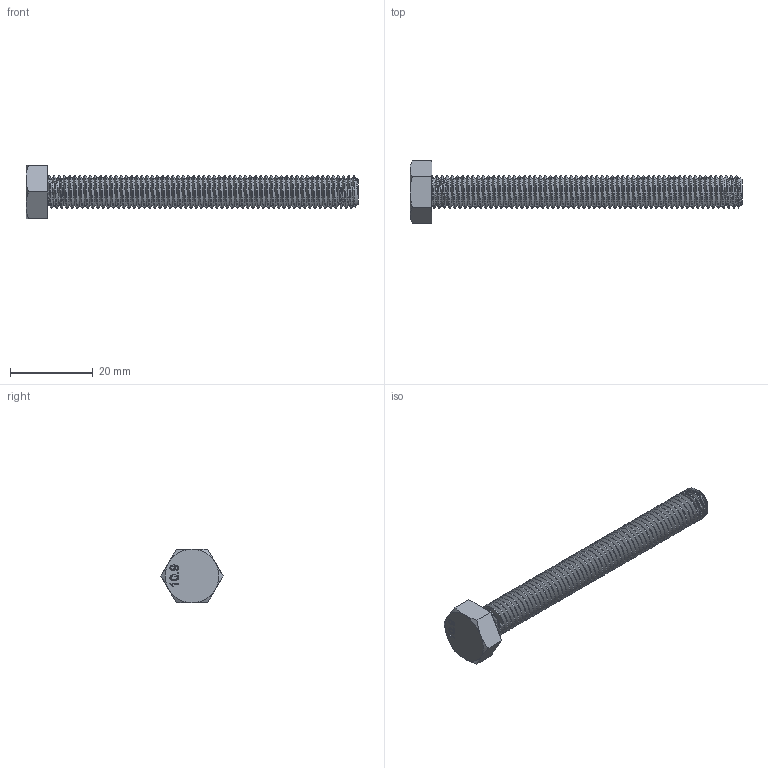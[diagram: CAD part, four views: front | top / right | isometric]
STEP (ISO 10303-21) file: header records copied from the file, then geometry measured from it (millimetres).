
FILE_DESCRIPTION (( 'STEP AP203' ), '1' );
FILE_NAME ('90447A140_High-Strength Class 10.9 Steel Hex Head Screw.STEP', '2021-07-08T21:17:13', ( 'Administrator' ), ( 'Managed by Terraform' ), 'SwSTEP 2.0', 'SolidWorks 2017', '' );
FILE_SCHEMA (( 'CONFIG_CONTROL_DESIGN' ));
Length unit declared in the file: millimetre
Products named in the file (1): 90447A140_High-Strength Class 10.9 Steel Hex Head Screw
Bounding box: 80.3 x 15.01 x 13 mm (x, y, z)
Volume: 3831.2 mm3; surface area: 3481 mm2
Topology: 1 solids, 1 shells, 301 faces, 869 edges, 577 vertices
Faces by surface type: cylinder 241, bspline 27, plane 25, cone 8
Entity records: 16759 total; most frequent: CARTESIAN_POINT 10413, ORIENTED_EDGE 1738, DIRECTION 882, EDGE_CURVE 869, VERTEX_POINT 577, EDGE_LOOP 308, VECTOR 308, LINE 308
